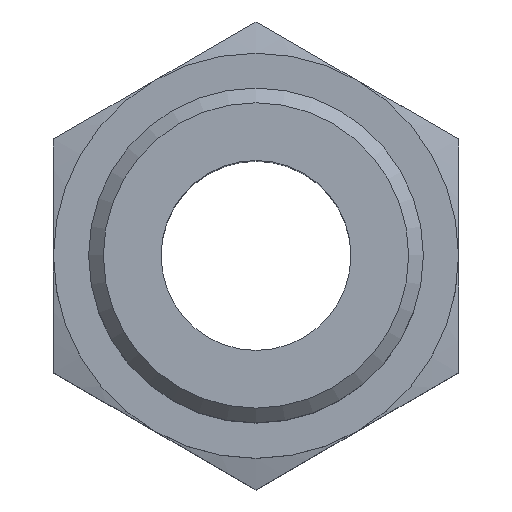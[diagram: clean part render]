
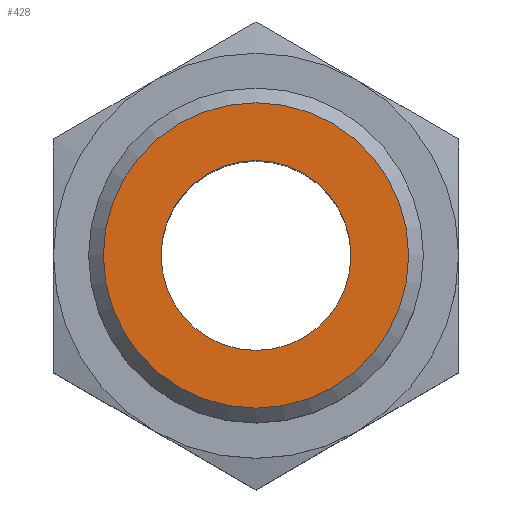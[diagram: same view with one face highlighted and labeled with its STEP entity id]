
A CAD part, top view. The second image highlights one B-rep face of the part: STEP entity #428.
In plain terms, the highlighted planar face has unit normal (0, 0, 1).
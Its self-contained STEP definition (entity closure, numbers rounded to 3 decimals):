
#37=PLANE('',#486);
#58=CIRCLE('',#484,12.059);
#60=CIRCLE('',#487,7.5);
#106=ORIENTED_EDGE('',*,*,#218,.T.);
#107=ORIENTED_EDGE('',*,*,#216,.F.);
#216=EDGE_CURVE('',#264,#264,#58,.T.);
#218=EDGE_CURVE('',#266,#266,#60,.T.);
#264=VERTEX_POINT('',#773);
#266=VERTEX_POINT('',#778);
#316=EDGE_LOOP('',(#106));
#317=EDGE_LOOP('',(#107));
#364=FACE_BOUND('',#316,.T.);
#365=FACE_BOUND('',#317,.T.);
#428=ADVANCED_FACE('',(#364,#365),#37,.T.);
#484=AXIS2_PLACEMENT_3D('',#772,#566,#567);
#486=AXIS2_PLACEMENT_3D('',#776,#570,#571);
#487=AXIS2_PLACEMENT_3D('',#777,#572,#573);
#566=DIRECTION('',(0.,0.,-1.));
#567=DIRECTION('',(-1.,0.,0.));
#570=DIRECTION('',(0.,0.,1.));
#571=DIRECTION('',(1.,0.,0.));
#572=DIRECTION('',(0.,0.,-1.));
#573=DIRECTION('',(-1.,0.,0.));
#772=CARTESIAN_POINT('',(0.,0.,16.));
#773=CARTESIAN_POINT('',(-12.059,0.,16.));
#776=CARTESIAN_POINT('',(0.,12.059,16.));
#777=CARTESIAN_POINT('',(0.,0.,16.));
#778=CARTESIAN_POINT('',(-7.5,0.,16.));
